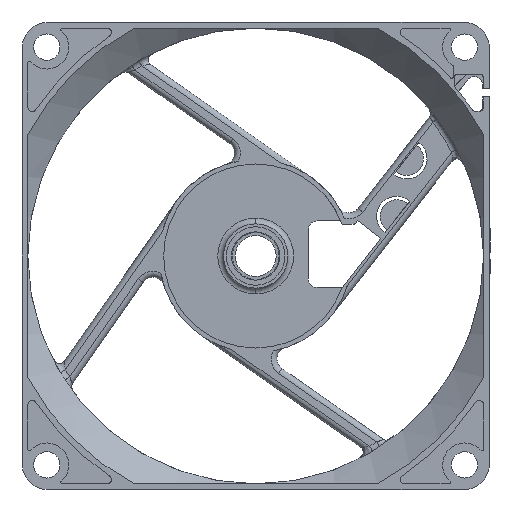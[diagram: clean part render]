
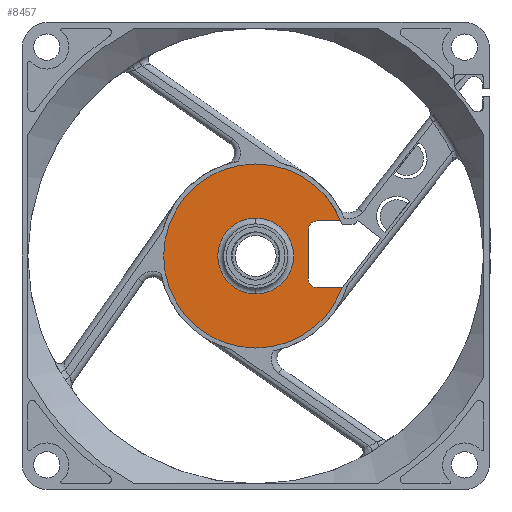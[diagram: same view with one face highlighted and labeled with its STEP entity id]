
A CAD part, front view. The second image highlights one B-rep face of the part: STEP entity #8457.
In plain terms, the highlighted planar face has unit normal (0, -1, 0).
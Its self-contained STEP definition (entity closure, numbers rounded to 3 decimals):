
#252 = CARTESIAN_POINT ( 'NONE',  ( 0., -1.2, 0. ) ) ;
#266 = CARTESIAN_POINT ( 'NONE',  ( 0., -1.2, 0. ) ) ;
#538 = EDGE_CURVE ( 'NONE', #8245, #3473, #787, .T. ) ;
#683 = LINE ( 'NONE', #12634, #9173 ) ;
#787 = CIRCLE ( 'NONE', #7318, 1.5 ) ;
#1056 = AXIS2_PLACEMENT_3D ( 'NONE', #2615, #11667, #9481 ) ;
#1092 = FACE_OUTER_BOUND ( 'NONE', #9233, .T. ) ;
#1182 = ORIENTED_EDGE ( 'NONE', *, *, #7528, .T. ) ;
#1272 = DIRECTION ( 'NONE',  ( 0., 0., 1. ) ) ;
#1336 = DIRECTION ( 'NONE',  ( 0., 1., 0. ) ) ;
#1384 = DIRECTION ( 'NONE',  ( 0., 0., -1. ) ) ;
#1510 = VERTEX_POINT ( 'NONE', #6013 ) ;
#1726 = CIRCLE ( 'NONE', #4196, 15.75 ) ;
#1769 = AXIS2_PLACEMENT_3D ( 'NONE', #252, #3242, #1272 ) ;
#2235 = VERTEX_POINT ( 'NONE', #11408 ) ;
#2303 = DIRECTION ( 'NONE',  ( 0., 1., 0. ) ) ;
#2362 = AXIS2_PLACEMENT_3D ( 'NONE', #7896, #6894, #10798 ) ;
#2367 = DIRECTION ( 'NONE',  ( 0., 0., 1. ) ) ;
#2405 = EDGE_CURVE ( 'NONE', #7879, #10360, #5955, .T. ) ;
#2440 = EDGE_CURVE ( 'NONE', #9855, #3817, #12061, .T. ) ;
#2615 = CARTESIAN_POINT ( 'NONE',  ( 0., -1.2, 0. ) ) ;
#2827 = ORIENTED_EDGE ( 'NONE', *, *, #10433, .T. ) ;
#2834 = PLANE ( 'NONE',  #2362 ) ;
#3034 = VECTOR ( 'NONE', #2367, 1000. ) ;
#3090 = CARTESIAN_POINT ( 'NONE',  ( 9., -1.2, 4.503 ) ) ;
#3242 = DIRECTION ( 'NONE',  ( 0., -1., 0. ) ) ;
#3303 = DIRECTION ( 'NONE',  ( 0., 0., 1. ) ) ;
#3473 = VERTEX_POINT ( 'NONE', #12530 ) ;
#3817 = VERTEX_POINT ( 'NONE', #6235 ) ;
#3945 = DIRECTION ( 'NONE',  ( 0., 1., 0. ) ) ;
#3947 = AXIS2_PLACEMENT_3D ( 'NONE', #7354, #1336, #1384 ) ;
#4010 = DIRECTION ( 'NONE',  ( 0.925, 0., 0.381 ) ) ;
#4055 = AXIS2_PLACEMENT_3D ( 'NONE', #7316, #9285, #7275 ) ;
#4196 = AXIS2_PLACEMENT_3D ( 'NONE', #11921, #11968, #4010 ) ;
#4412 = ORIENTED_EDGE ( 'NONE', *, *, #10734, .T. ) ;
#4506 = EDGE_CURVE ( 'NONE', #3473, #2235, #683, .T. ) ;
#4555 = ORIENTED_EDGE ( 'NONE', *, *, #11747, .T. ) ;
#4685 = CARTESIAN_POINT ( 'NONE',  ( 0., -1.2, -6.5 ) ) ;
#4843 = DIRECTION ( 'NONE',  ( 1., 0., 0. ) ) ;
#5135 = LINE ( 'NONE', #11568, #7495 ) ;
#5955 = CIRCLE ( 'NONE', #12944, 6.5 ) ;
#6013 = CARTESIAN_POINT ( 'NONE',  ( 0., -1.2, 15.75 ) ) ;
#6235 = CARTESIAN_POINT ( 'NONE',  ( 9., -1.2, -3.897 ) ) ;
#6654 = CARTESIAN_POINT ( 'NONE',  ( 14.797, -1.2, -5.397 ) ) ;
#6894 = DIRECTION ( 'NONE',  ( 0., 1., 0. ) ) ;
#6916 = CARTESIAN_POINT ( 'NONE',  ( 10.5, -1.2, 4.503 ) ) ;
#7229 = EDGE_CURVE ( 'NONE', #7879, #10360, #11003, .T. ) ;
#7275 = DIRECTION ( 'NONE',  ( 0.925, 0., 0.381 ) ) ;
#7316 = CARTESIAN_POINT ( 'NONE',  ( 0., -1.2, 0. ) ) ;
#7318 = AXIS2_PLACEMENT_3D ( 'NONE', #6916, #3945, #12026 ) ;
#7354 = CARTESIAN_POINT ( 'NONE',  ( 10.5, -1.2, -3.897 ) ) ;
#7455 = ORIENTED_EDGE ( 'NONE', *, *, #4506, .T. ) ;
#7495 = VECTOR ( 'NONE', #7587, 1000. ) ;
#7528 = EDGE_CURVE ( 'NONE', #2235, #1510, #1726, .T. ) ;
#7587 = DIRECTION ( 'NONE',  ( -1., 0., 0. ) ) ;
#7879 = VERTEX_POINT ( 'NONE', #12647 ) ;
#7896 = CARTESIAN_POINT ( 'NONE',  ( 0., -1.2, 0. ) ) ;
#8198 = CARTESIAN_POINT ( 'NONE',  ( 10.5, -1.2, -5.397 ) ) ;
#8239 = CARTESIAN_POINT ( 'NONE',  ( 0., -1.2, -15.75 ) ) ;
#8245 = VERTEX_POINT ( 'NONE', #3090 ) ;
#8356 = ORIENTED_EDGE ( 'NONE', *, *, #7229, .F. ) ;
#8379 = CARTESIAN_POINT ( 'NONE',  ( 9., -1.2, -3.897 ) ) ;
#8457 = ADVANCED_FACE ( 'NONE', ( #1092, #12845 ), #2834, .F. ) ;
#8570 = LINE ( 'NONE', #8379, #3034 ) ;
#9173 = VECTOR ( 'NONE', #4843, 1000. ) ;
#9233 = EDGE_LOOP ( 'NONE', ( #12076, #4555, #9952, #7455, #1182, #4412, #9472, #2827 ) ) ;
#9285 = DIRECTION ( 'NONE',  ( 0., -1., 0. ) ) ;
#9472 = ORIENTED_EDGE ( 'NONE', *, *, #11871, .T. ) ;
#9481 = DIRECTION ( 'NONE',  ( 0.925, 0., 0.381 ) ) ;
#9855 = VERTEX_POINT ( 'NONE', #8198 ) ;
#9952 = ORIENTED_EDGE ( 'NONE', *, *, #538, .T. ) ;
#10360 = VERTEX_POINT ( 'NONE', #4685 ) ;
#10401 = EDGE_LOOP ( 'NONE', ( #8356, #10759 ) ) ;
#10433 = EDGE_CURVE ( 'NONE', #12495, #9855, #5135, .T. ) ;
#10734 = EDGE_CURVE ( 'NONE', #1510, #12190, #10793, .T. ) ;
#10759 = ORIENTED_EDGE ( 'NONE', *, *, #2405, .T. ) ;
#10793 = CIRCLE ( 'NONE', #4055, 15.75 ) ;
#10798 = DIRECTION ( 'NONE',  ( 1., 0., 0. ) ) ;
#11003 = CIRCLE ( 'NONE', #1769, 6.5 ) ;
#11073 = CIRCLE ( 'NONE', #1056, 15.75 ) ;
#11408 = CARTESIAN_POINT ( 'NONE',  ( 14.561, -1.2, 6.003 ) ) ;
#11568 = CARTESIAN_POINT ( 'NONE',  ( 14.797, -1.2, -5.397 ) ) ;
#11667 = DIRECTION ( 'NONE',  ( 0., -1., 0. ) ) ;
#11747 = EDGE_CURVE ( 'NONE', #3817, #8245, #8570, .T. ) ;
#11871 = EDGE_CURVE ( 'NONE', #12190, #12495, #11073, .T. ) ;
#11921 = CARTESIAN_POINT ( 'NONE',  ( 0., -1.2, 0. ) ) ;
#11968 = DIRECTION ( 'NONE',  ( 0., -1., 0. ) ) ;
#12026 = DIRECTION ( 'NONE',  ( -1., 0., 0. ) ) ;
#12061 = CIRCLE ( 'NONE', #3947, 1.5 ) ;
#12076 = ORIENTED_EDGE ( 'NONE', *, *, #2440, .T. ) ;
#12190 = VERTEX_POINT ( 'NONE', #8239 ) ;
#12495 = VERTEX_POINT ( 'NONE', #6654 ) ;
#12530 = CARTESIAN_POINT ( 'NONE',  ( 10.5, -1.2, 6.003 ) ) ;
#12634 = CARTESIAN_POINT ( 'NONE',  ( 10.5, -1.2, 6.003 ) ) ;
#12647 = CARTESIAN_POINT ( 'NONE',  ( 0., -1.2, 6.5 ) ) ;
#12845 = FACE_BOUND ( 'NONE', #10401, .T. ) ;
#12944 = AXIS2_PLACEMENT_3D ( 'NONE', #266, #2303, #3303 ) ;
